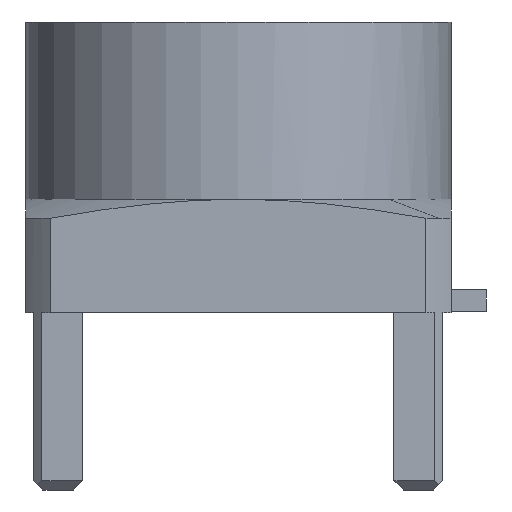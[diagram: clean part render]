
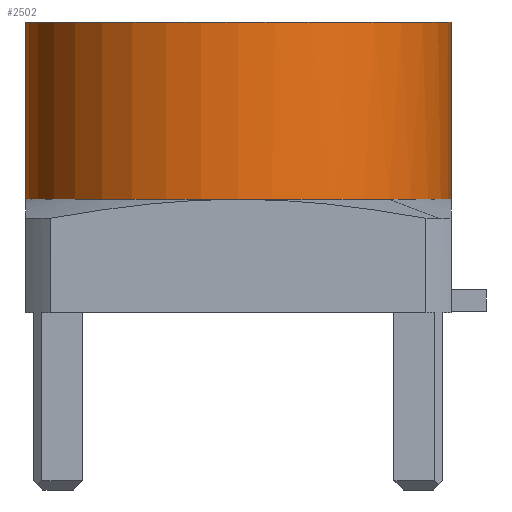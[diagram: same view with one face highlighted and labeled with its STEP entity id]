
A CAD part, front view. The second image highlights one B-rep face of the part: STEP entity #2502.
In plain terms, the highlighted cylindrical face has radius 3 mm (diameter 6 mm), a partial arc.
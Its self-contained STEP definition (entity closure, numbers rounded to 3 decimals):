
#2=CARTESIAN_POINT('',(0.,0.,0.));
#3=DIRECTION('',(0.,0.,1.));
#4=DIRECTION('',(-1.,0.,0.));
#5=AXIS2_PLACEMENT_3D('',#2,#3,#4);
#22=DIRECTION('',(0.,0.,-1.));
#23=VECTOR('',#22,2.5);
#24=CARTESIAN_POINT('',(-3.,0.,0.));
#25=LINE('',#24,#23);
#26=DIRECTION('',(0.,0.,-1.));
#27=VECTOR('',#26,2.5);
#28=CARTESIAN_POINT('',(3.,0.,0.));
#29=LINE('',#28,#27);
#60=CARTESIAN_POINT('',(0.,0.,-2.5));
#61=DIRECTION('',(0.,0.,-1.));
#62=DIRECTION('',(0.,-1.,0.));
#63=AXIS2_PLACEMENT_3D('',#60,#61,#62);
#99=CARTESIAN_POINT('',(0.,0.,-2.5));
#100=DIRECTION('',(0.,0.,-1.));
#101=DIRECTION('',(0.707,-0.707,0.));
#102=AXIS2_PLACEMENT_3D('',#99,#100,#101);
#119=CARTESIAN_POINT('',(0.,0.,-2.5));
#120=DIRECTION('',(0.,0.,-1.));
#121=DIRECTION('',(1.,0.,0.));
#122=AXIS2_PLACEMENT_3D('',#119,#120,#121);
#1939=CARTESIAN_POINT('',(3.,0.,0.));
#1940=CARTESIAN_POINT('',(-3.,0.,0.));
#1941=VERTEX_POINT('',#1939);
#1942=VERTEX_POINT('',#1940);
#2025=CARTESIAN_POINT('',(3.,0.,-2.5));
#2026=VERTEX_POINT('',#2025);
#2027=CARTESIAN_POINT('',(-3.,0.,-2.5));
#2028=VERTEX_POINT('',#2027);
#2039=CARTESIAN_POINT('',(0.,-3.,-2.5));
#2040=VERTEX_POINT('',#2039);
#2085=CARTESIAN_POINT('',(2.121,-2.121,-2.5));
#2086=VERTEX_POINT('',#2085);
#2484=CARTESIAN_POINT('',(0.,0.,0.));
#2485=DIRECTION('',(0.,0.,1.));
#2486=DIRECTION('',(1.,0.,0.));
#2487=AXIS2_PLACEMENT_3D('',#2484,#2485,#2486);
#2488=CYLINDRICAL_SURFACE('',#2487,3.);
#2489=ORIENTED_EDGE('',*,*,#2471,.T.);
#2491=ORIENTED_EDGE('',*,*,#2490,.T.);
#2493=ORIENTED_EDGE('',*,*,#2492,.T.);
#2495=ORIENTED_EDGE('',*,*,#2494,.T.);
#2497=ORIENTED_EDGE('',*,*,#2496,.T.);
#2499=ORIENTED_EDGE('',*,*,#2498,.F.);
#2500=EDGE_LOOP('',(#2489,#2491,#2493,#2495,#2497,#2499));
#2501=FACE_OUTER_BOUND('',#2500,.F.);
#2502=ADVANCED_FACE('',(#2501),#2488,.T.);
#6=CIRCLE('',#5,3.);
#64=CIRCLE('',#63,3.);
#103=CIRCLE('',#102,3.);
#123=CIRCLE('',#122,3.);
#2471=EDGE_CURVE('',#1942,#1941,#6,.T.);
#2490=EDGE_CURVE('',#1941,#2026,#29,.T.);
#2492=EDGE_CURVE('',#2026,#2086,#123,.T.);
#2494=EDGE_CURVE('',#2086,#2040,#103,.T.);
#2496=EDGE_CURVE('',#2040,#2028,#64,.T.);
#2498=EDGE_CURVE('',#1942,#2028,#25,.T.);
